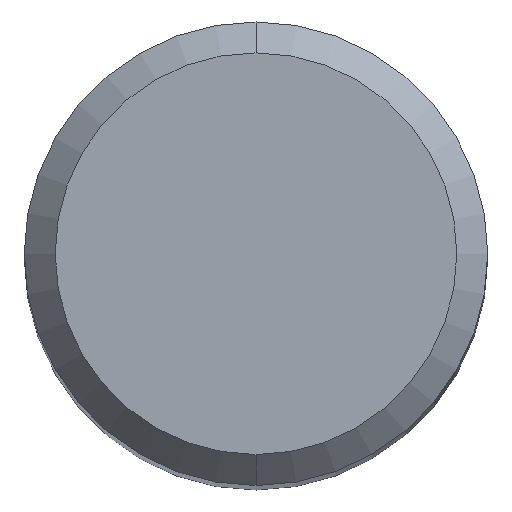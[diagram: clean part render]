
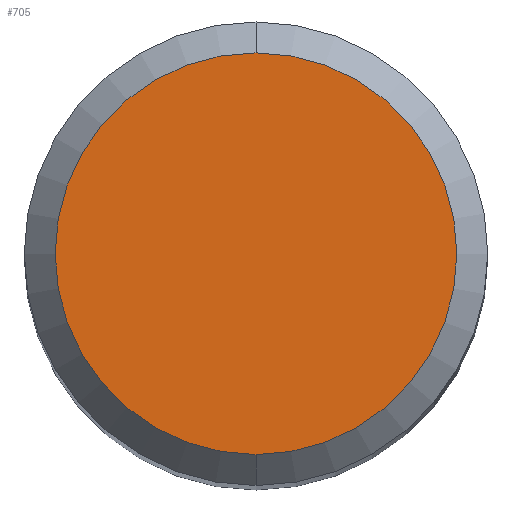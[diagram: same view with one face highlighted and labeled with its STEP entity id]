
A CAD part, top view. The second image highlights one B-rep face of the part: STEP entity #705.
In plain terms, the highlighted planar face has unit normal (0, 0, 1).
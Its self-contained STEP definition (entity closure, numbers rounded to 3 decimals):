
#705=ADVANCED_FACE('',(#1434),#1435,.T.);
#867=EDGE_CURVE('',#991,#1049,#1615,.T.);
#917=EDGE_CURVE('',#1049,#991,#1667,.T.);
#991=VERTEX_POINT('',#1750);
#1049=VERTEX_POINT('',#1811);
#1434=FACE_OUTER_BOUND('',#2934,.T.);
#1435=PLANE('',#2935);
#1615=CIRCLE('',#3781,2.6);
#1667=CIRCLE('',#3908,2.6);
#1750=CARTESIAN_POINT('',(0.0,2.6,0.0));
#1811=CARTESIAN_POINT('',(0.,-2.6,0.0));
#2934=EDGE_LOOP('',(#5183,#5184));
#2935=AXIS2_PLACEMENT_3D('',#5185,#5186,#5187);
#3781=AXIS2_PLACEMENT_3D('',#5438,#5439,#5440);
#3908=AXIS2_PLACEMENT_3D('',#5472,#5473,#5474);
#5183=ORIENTED_EDGE('',*,*,#867,.F.);
#5184=ORIENTED_EDGE('',*,*,#917,.F.);
#5185=CARTESIAN_POINT('',(0.0,1.3,0.0));
#5186=DIRECTION('',(-0.0,0.0,1.0));
#5187=DIRECTION('',(0.0,-1.0,0.0));
#5438=CARTESIAN_POINT('',(0.0,0.0,0.0));
#5439=DIRECTION('',(0.0,0.0,-1.0));
#5440=DIRECTION('',(0.0,1.0,0.0));
#5472=CARTESIAN_POINT('',(0.0,0.0,0.0));
#5473=DIRECTION('',(0.0,0.0,-1.0));
#5474=DIRECTION('',(0.0,1.0,0.0));
